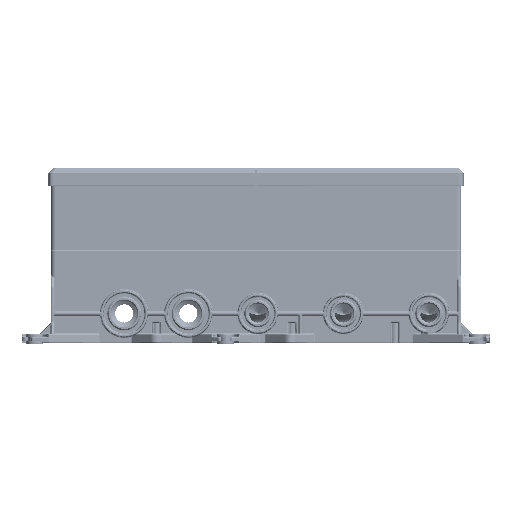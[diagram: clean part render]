
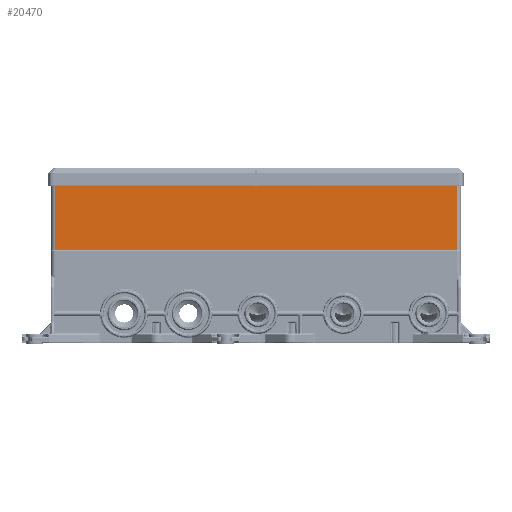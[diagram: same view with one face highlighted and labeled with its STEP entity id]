
A CAD part, front view. The second image highlights one B-rep face of the part: STEP entity #20470.
In plain terms, the highlighted planar face has unit normal (0, -1, 0).
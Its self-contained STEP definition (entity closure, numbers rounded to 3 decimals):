
#3414=PLANE('',#285359);
#6970=VECTOR('',#293396,375.525);
#6974=VECTOR('',#293388,59.578);
#7067=VECTOR('',#293386,59.578);
#7439=VECTOR('',#293387,375.525);
#12635=LINE('',#198495,#6970);
#12639=LINE('',#198495,#6974);
#12732=LINE('',#199832,#7067);
#13104=LINE('',#199832,#7439);
#20470=ADVANCED_FACE('extract.1',(#27252),#3414,.T.);
#27252=FACE_OUTER_BOUND('',#108568,.T.);
#45720=ORIENTED_EDGE('',*,*,#76986,.T.);
#45721=ORIENTED_EDGE('',*,*,#76001,.F.);
#45722=ORIENTED_EDGE('',*,*,#75993,.T.);
#45723=ORIENTED_EDGE('',*,*,#76273,.F.);
#75993=EDGE_CURVE('675',#98250,#98249,#12635,.T.);
#76001=EDGE_CURVE('1070',#98250,#98254,#12639,.T.);
#76273=EDGE_CURVE('1068',#98424,#98249,#12732,.T.);
#76986=EDGE_CURVE('1069',#98424,#98254,#13104,.T.);
#98249=VERTEX_POINT('464',#198493);
#98250=VERTEX_POINT('466',#198495);
#98254=VERTEX_POINT('751',#198504);
#98424=VERTEX_POINT('750',#199832);
#108568=EDGE_LOOP('',(#45720,#45721,#45722,#45723));
#198493=CARTESIAN_POINT('',(-0.513,-30.,142.678));
#198495=CARTESIAN_POINT('',(375.013,-30.,142.678));
#198504=CARTESIAN_POINT('',(375.013,-30.,83.1));
#199832=CARTESIAN_POINT('',(-0.513,-30.,83.1));
#285359=AXIS2_PLACEMENT_3D('',#199832,#293390,#293387);
#293386=DIRECTION('',(0.,0.,1.));
#293387=DIRECTION('',(1.,0.,0.));
#293388=DIRECTION('',(0.,0.,-1.));
#293390=DIRECTION('',(0.,-1.,0.));
#293396=DIRECTION('',(-1.,0.,0.));
